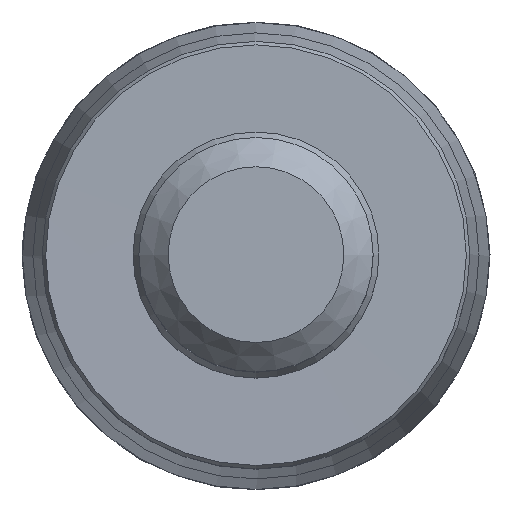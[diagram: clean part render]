
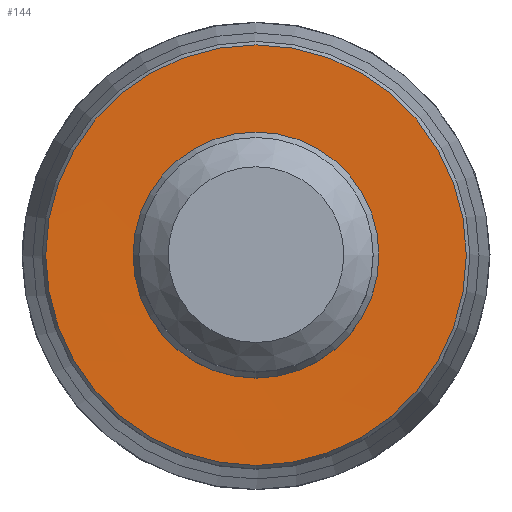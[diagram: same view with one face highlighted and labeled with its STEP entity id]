
A CAD part, top view. The second image highlights one B-rep face of the part: STEP entity #144.
In plain terms, the highlighted conical face has half-angle 89.825 degrees and reference radius 11.732 mm.
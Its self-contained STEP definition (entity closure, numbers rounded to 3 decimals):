
#103=CONICAL_SURFACE('',#662,11.732,89.825);
#144=ADVANCED_FACE('',(#233,#234),#103,.F.);
#233=FACE_BOUND('',#299,.T.);
#234=FACE_BOUND('',#300,.T.);
#299=EDGE_LOOP('',(#367));
#300=EDGE_LOOP('',(#368));
#367=ORIENTED_EDGE('',*,*,#457,.T.);
#368=ORIENTED_EDGE('',*,*,#458,.T.);
#423=VERTEX_POINT('',#963);
#424=VERTEX_POINT('',#965);
#457=EDGE_CURVE('',#423,#423,#492,.T.);
#458=EDGE_CURVE('',#424,#424,#493,.T.);
#492=CIRCLE('',#660,17.95);
#493=CIRCLE('',#661,10.497);
#660=AXIS2_PLACEMENT_3D('',#962,#764,#765);
#661=AXIS2_PLACEMENT_3D('',#964,#766,#767);
#662=AXIS2_PLACEMENT_3D('',#966,#768,#769);
#764=DIRECTION('',(0.,0.,1.));
#765=DIRECTION('',(-1.,0.,0.));
#766=DIRECTION('',(0.,0.,-1.));
#767=DIRECTION('',(1.,0.,0.));
#768=DIRECTION('',(0.,0.,1.));
#769=DIRECTION('',(-1.,0.,0.));
#962=CARTESIAN_POINT('',(0.,0.,0.));
#963=CARTESIAN_POINT('',(-17.95,0.,0.));
#964=CARTESIAN_POINT('',(0.,0.,-0.023));
#965=CARTESIAN_POINT('',(10.497,0.,-0.023));
#966=CARTESIAN_POINT('',(0.,0.,-0.019));
